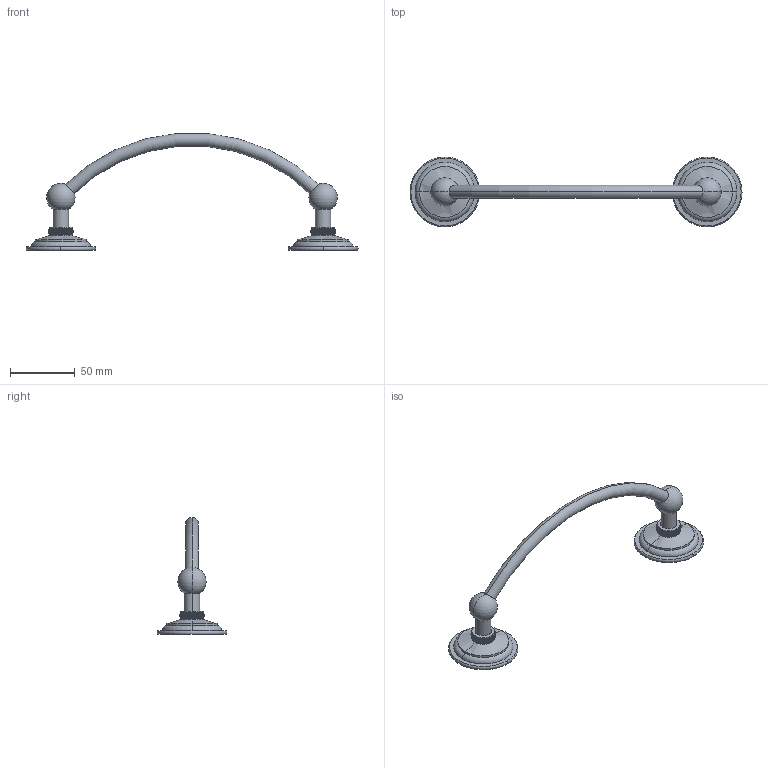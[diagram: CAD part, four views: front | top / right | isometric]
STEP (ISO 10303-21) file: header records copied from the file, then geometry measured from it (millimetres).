
FILE_DESCRIPTION((''),'2;1');
FILE_NAME('1600-1200_ASM','2019-11-11T09:42:39',('rsmith'),(''),'CREO PARAMETRIC BY PTC INC, 2018400','CREO PARAMETRIC BY PTC INC, 2018400','');
FILE_SCHEMA(('CONFIG_CONTROL_DESIGN'));
Length unit declared in the file: inch
Products named in the file (6): 40805; 26XX; 40817; 92308; 40818; 1600-1200_ASM
Assembly tree (9 placements, depth 2):
  1600-1200_ASM
    40805  x2
    26XX  x2
    40817  x2
    92308  x2
    40818
Bounding box: 257.2 x 54 x 90.6 mm (x, y, z)
Volume: 42851.6 mm3; surface area: 52360.8 mm2
Topology: 9 solids, 16 shells, 1161 faces, 2836 edges, 1716 vertices
Faces by surface type: plane 626, bspline 236, cylinder 214, cone 52, torus 25, sphere 8
Entity records: 31399 total; most frequent: CARTESIAN_POINT 17951, ORIENTED_EDGE 2866, DIRECTION 2442, EDGE_CURVE 1502, VERTEX_POINT 918, AXIS2_PLACEMENT_3D 852, VECTOR 738, LINE 738
